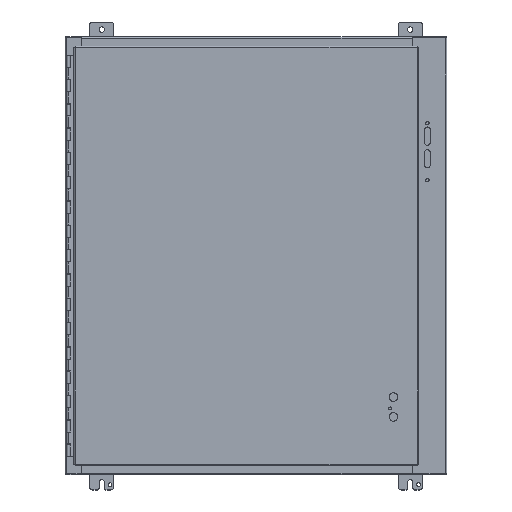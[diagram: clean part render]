
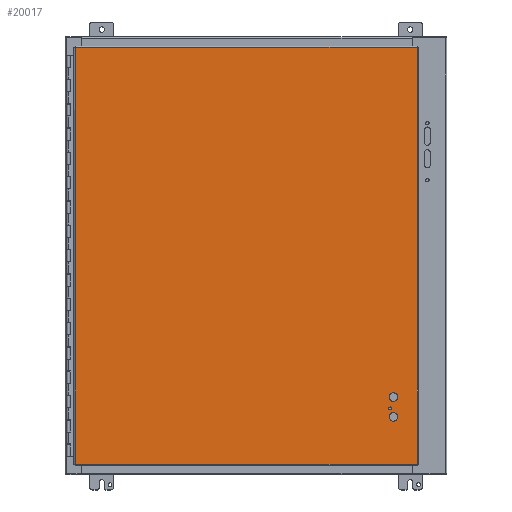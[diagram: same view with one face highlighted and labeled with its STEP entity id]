
A CAD part, top view. The second image highlights one B-rep face of the part: STEP entity #20017.
In plain terms, the highlighted planar face has unit normal (0, 0, 1).
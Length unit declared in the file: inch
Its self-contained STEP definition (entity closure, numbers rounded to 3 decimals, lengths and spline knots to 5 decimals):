
#18713=CARTESIAN_POINT('',(26.62125,4.,0.074));
#18714=VERTEX_POINT('',#18713);
#18715=CARTESIAN_POINT('',(26.26975,4.,0.074));
#18716=DIRECTION('',(0.0,0.0,-1.0));
#18717=DIRECTION('',(-1.0,0.0,0.0));
#18718=AXIS2_PLACEMENT_3D('',#18715,#18716,#18717);
#18719=CIRCLE('',#18718,0.3515);
#18720=EDGE_CURVE('',#18714,#18714,#18719,.T.);
#18741=CARTESIAN_POINT('',(26.62125,5.625,0.074));
#18742=VERTEX_POINT('',#18741);
#18743=CARTESIAN_POINT('',(26.26975,5.625,0.074));
#18744=DIRECTION('',(0.0,0.0,-1.0));
#18745=DIRECTION('',(-1.0,0.0,0.0));
#18746=AXIS2_PLACEMENT_3D('',#18743,#18744,#18745);
#18747=CIRCLE('',#18746,0.3515);
#18748=EDGE_CURVE('',#18742,#18742,#18747,.T.);
#18769=CARTESIAN_POINT('',(26.14475,4.688,0.074));
#18770=VERTEX_POINT('',#18769);
#18771=CARTESIAN_POINT('',(26.01975,4.688,0.074));
#18772=DIRECTION('',(0.0,0.0,-1.0));
#18773=DIRECTION('',(-1.0,0.0,0.0));
#18774=AXIS2_PLACEMENT_3D('',#18771,#18772,#18773);
#18775=CIRCLE('',#18774,0.125);
#18776=EDGE_CURVE('',#18770,#18770,#18775,.T.);
#18995=CARTESIAN_POINT('',(28.2385,34.39475,0.074));
#18996=VERTEX_POINT('',#18995);
#19007=CARTESIAN_POINT('',(28.2385,0.10525,0.074));
#19008=VERTEX_POINT('',#19007);
#19009=CARTESIAN_POINT('',(28.2385,0.10525,0.074));
#19010=DIRECTION('',(0.0,1.0,0.0));
#19011=VECTOR('',#19010,34.2895);
#19012=LINE('',#19009,#19011);
#19013=EDGE_CURVE('',#19008,#18996,#19012,.T.);
#19275=CARTESIAN_POINT('',(0.10525,34.39475,0.074));
#19276=VERTEX_POINT('',#19275);
#19287=CARTESIAN_POINT('',(28.2385,34.39475,0.074));
#19288=DIRECTION('',(-1.0,0.0,0.0));
#19289=VECTOR('',#19288,28.13325);
#19290=LINE('',#19287,#19289);
#19291=EDGE_CURVE('',#18996,#19276,#19290,.T.);
#19546=CARTESIAN_POINT('',(0.10525,0.10525,0.074));
#19547=VERTEX_POINT('',#19546);
#19558=CARTESIAN_POINT('',(0.10525,34.39475,0.074));
#19559=DIRECTION('',(0.0,-1.0,0.0));
#19560=VECTOR('',#19559,34.2895);
#19561=LINE('',#19558,#19560);
#19562=EDGE_CURVE('',#19276,#19547,#19561,.T.);
#19760=CARTESIAN_POINT('',(0.10525,0.10525,0.074));
#19761=DIRECTION('',(1.0,0.0,0.0));
#19762=VECTOR('',#19761,28.13325);
#19763=LINE('',#19760,#19762);
#19764=EDGE_CURVE('',#19547,#19008,#19763,.T.);
#19997=CARTESIAN_POINT('',(14.17187,17.25,0.074));
#19998=DIRECTION('',(0.0,0.0,1.0));
#19999=DIRECTION('',(1.0,0.0,0.0));
#20000=AXIS2_PLACEMENT_3D('',#19997,#19998,#19999);
#20001=PLANE('',#20000);
#20002=ORIENTED_EDGE('',*,*,#19013,.T.);
#20003=ORIENTED_EDGE('',*,*,#19291,.T.);
#20004=ORIENTED_EDGE('',*,*,#19562,.T.);
#20005=ORIENTED_EDGE('',*,*,#19764,.T.);
#20006=EDGE_LOOP('',(#20002,#20003,#20004,#20005));
#20007=FACE_OUTER_BOUND('',#20006,.T.);
#20008=ORIENTED_EDGE('',*,*,#18720,.T.);
#20009=EDGE_LOOP('',(#20008));
#20010=FACE_BOUND('',#20009,.T.);
#20011=ORIENTED_EDGE('',*,*,#18748,.T.);
#20012=EDGE_LOOP('',(#20011));
#20013=FACE_BOUND('',#20012,.T.);
#20014=ORIENTED_EDGE('',*,*,#18776,.T.);
#20015=EDGE_LOOP('',(#20014));
#20016=FACE_BOUND('',#20015,.T.);
#20017=ADVANCED_FACE('',(#20007,#20010,#20013,#20016),#20001,.T.);
